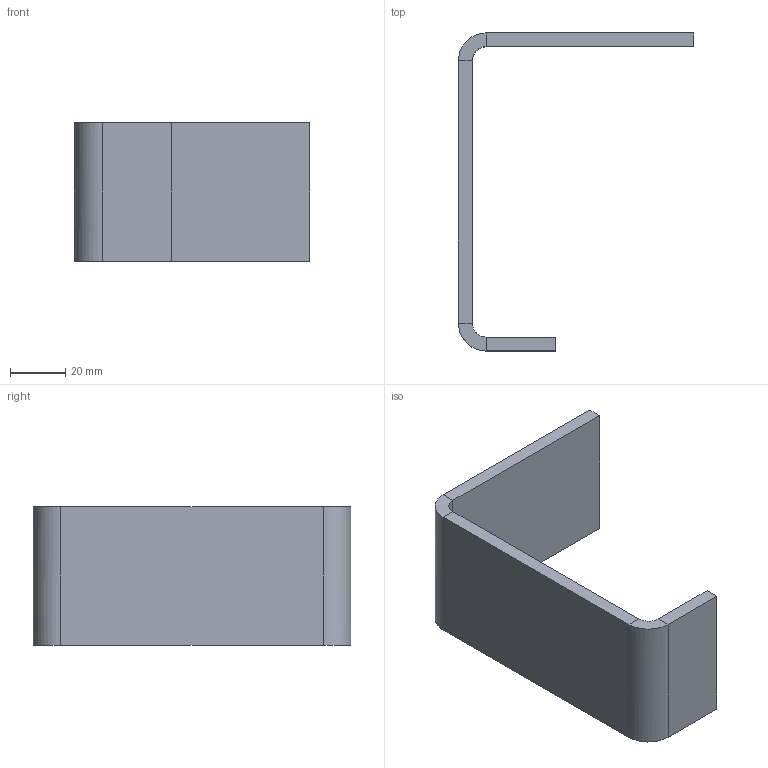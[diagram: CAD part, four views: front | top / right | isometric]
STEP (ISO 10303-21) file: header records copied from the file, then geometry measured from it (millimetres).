
FILE_DESCRIPTION (( 'STEP AP203' ), '1' );
FILE_NAME ('mandUD-Hekimhan Madencilik_ergünler_3028þase ön destek.IGS_Default_sldprt.STEP', '2023-01-17T08:19:34', ( '' ), ( '' ), 'SwSTEP 2.0', 'SolidWorks 2019', '' );
FILE_SCHEMA (( 'CONFIG_CONTROL_DESIGN' ));
Length unit declared in the file: millimetre
Products named in the file (1): mandUD-Hekimhan Madencilik_ergünler_3028þase ön destek.IGS_Default_sldprt
Bounding box: 85 x 115 x 50 mm (x, y, z)
Volume: 54640.5 mm3; surface area: 24541.8 mm2
Topology: 1 solids, 1 shells, 22 faces, 44 edges, 24 vertices
Faces by surface type: bspline 22
Entity records: 667 total; most frequent: CARTESIAN_POINT 301, ORIENTED_EDGE 88, EDGE_CURVE 44, B_SPLINE_CURVE_WITH_KNOTS 42, VERTEX_POINT 24, ADVANCED_FACE 22, EDGE_LOOP 22, FACE_OUTER_BOUND 22
